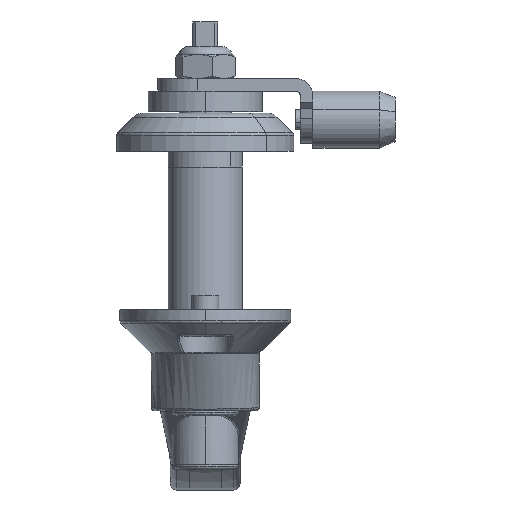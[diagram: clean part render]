
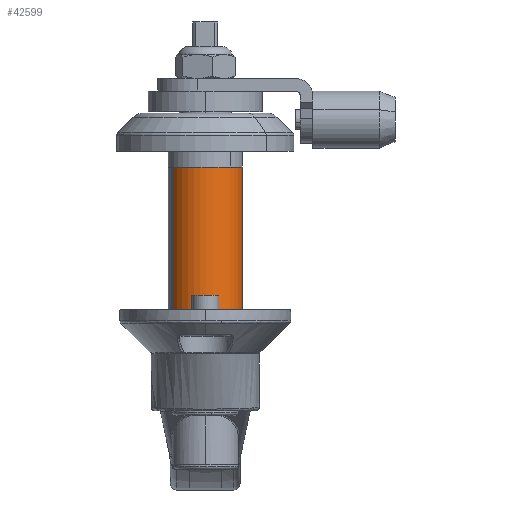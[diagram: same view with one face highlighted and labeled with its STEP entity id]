
A CAD part, front view. The second image highlights one B-rep face of the part: STEP entity #42599.
In plain terms, the highlighted cylindrical face has radius 11.75 mm (diameter 23.5 mm), a partial arc.
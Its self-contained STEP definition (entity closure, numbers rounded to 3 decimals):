
#846 = FACE_OUTER_BOUND ( 'NONE', #26086, .T. ) ;
#1223 = VERTEX_POINT ( 'NONE', #27450 ) ;
#2220 = EDGE_CURVE ( 'NONE', #14258, #1223, #46307, .T. ) ;
#7107 = AXIS2_PLACEMENT_3D ( 'NONE', #38329, #33915, #43022 ) ;
#7715 = CARTESIAN_POINT ( 'NONE',  ( 9.995, 6.177, 4. ) ) ;
#8601 = VECTOR ( 'NONE', #29741, 1000. ) ;
#14258 = VERTEX_POINT ( 'NONE', #23834 ) ;
#14337 = CYLINDRICAL_SURFACE ( 'NONE', #7107, 11.75 ) ;
#14699 = DIRECTION ( 'NONE',  ( 0., 0., -1. ) ) ;
#15284 = DIRECTION ( 'NONE',  ( 0., 1., 0. ) ) ;
#16803 = ORIENTED_EDGE ( 'NONE', *, *, #32114, .F. ) ;
#17769 = VERTEX_POINT ( 'NONE', #35565 ) ;
#21377 = ORIENTED_EDGE ( 'NONE', *, *, #35002, .T. ) ;
#23345 = CARTESIAN_POINT ( 'NONE',  ( 0., 0., 4. ) ) ;
#23834 = CARTESIAN_POINT ( 'NONE',  ( 9.995, 6.177, 49. ) ) ;
#24525 = CARTESIAN_POINT ( 'NONE',  ( -9.995, -6.177, 4. ) ) ;
#24644 = CIRCLE ( 'NONE', #30233, 11.75 ) ;
#25409 = VERTEX_POINT ( 'NONE', #24525 ) ;
#26086 = EDGE_LOOP ( 'NONE', ( #16803, #21377, #49090, #36462 ) ) ;
#26607 = AXIS2_PLACEMENT_3D ( 'NONE', #51396, #14699, #15284 ) ;
#27450 = CARTESIAN_POINT ( 'NONE',  ( -9.995, -6.177, 49. ) ) ;
#29741 = DIRECTION ( 'NONE',  ( 0., 0., 1. ) ) ;
#30233 = AXIS2_PLACEMENT_3D ( 'NONE', #23345, #55348, #51515 ) ;
#32114 = EDGE_CURVE ( 'NONE', #17769, #25409, #24644, .T. ) ;
#33915 = DIRECTION ( 'NONE',  ( 0., 0., 1. ) ) ;
#35002 = EDGE_CURVE ( 'NONE', #17769, #14258, #51751, .T. ) ;
#35565 = CARTESIAN_POINT ( 'NONE',  ( 9.995, 6.177, 4. ) ) ;
#36166 = DIRECTION ( 'NONE',  ( 0., 0., 1. ) ) ;
#36462 = ORIENTED_EDGE ( 'NONE', *, *, #52634, .F. ) ;
#38329 = CARTESIAN_POINT ( 'NONE',  ( 0., 0., 4. ) ) ;
#39993 = LINE ( 'NONE', #44690, #45244 ) ;
#42599 = ADVANCED_FACE ( 'NONE', ( #846 ), #14337, .T. ) ;
#43022 = DIRECTION ( 'NONE',  ( -0.851, -0.526, 0. ) ) ;
#44690 = CARTESIAN_POINT ( 'NONE',  ( -9.995, -6.177, 4. ) ) ;
#45244 = VECTOR ( 'NONE', #36166, 1000. ) ;
#46307 = CIRCLE ( 'NONE', #26607, 11.75 ) ;
#49090 = ORIENTED_EDGE ( 'NONE', *, *, #2220, .T. ) ;
#51396 = CARTESIAN_POINT ( 'NONE',  ( 0., 0., 49. ) ) ;
#51515 = DIRECTION ( 'NONE',  ( 0.851, 0.526, 0. ) ) ;
#51751 = LINE ( 'NONE', #7715, #8601 ) ;
#52634 = EDGE_CURVE ( 'NONE', #25409, #1223, #39993, .T. ) ;
#55348 = DIRECTION ( 'NONE',  ( 0., 0., -1. ) ) ;
